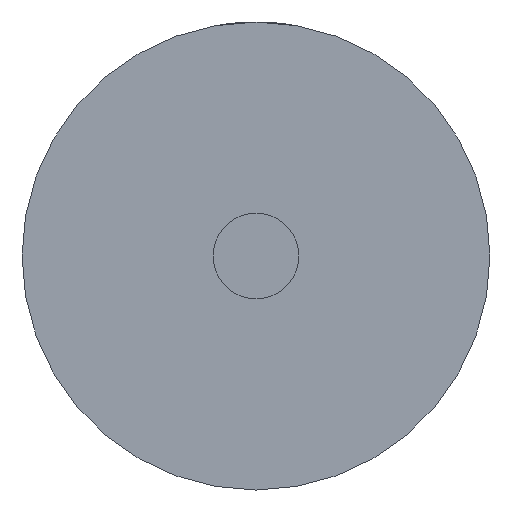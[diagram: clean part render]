
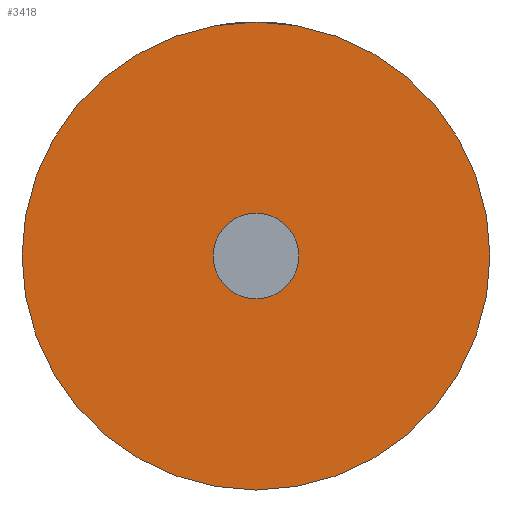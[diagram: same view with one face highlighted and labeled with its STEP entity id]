
A CAD part, left-side view. The second image highlights one B-rep face of the part: STEP entity #3418.
In plain terms, the highlighted planar face has unit normal (-1, 0, 0).
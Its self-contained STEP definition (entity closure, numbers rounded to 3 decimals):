
#197 = CARTESIAN_POINT ( 'NONE',  ( 0., 0., 6. ) ) ;
#426 = CARTESIAN_POINT ( 'NONE',  ( 0., 0., -32.75 ) ) ;
#461 = EDGE_CURVE ( 'NONE', #2906, #3558, #3204, .T. ) ;
#518 = CIRCLE ( 'NONE', #2583, 6. ) ;
#574 = DIRECTION ( 'NONE',  ( 0., 0., -1. ) ) ;
#590 = DIRECTION ( 'NONE',  ( -1., 0., 0. ) ) ;
#599 = EDGE_LOOP ( 'NONE', ( #4081, #2203 ) ) ;
#735 = PLANE ( 'NONE',  #4074 ) ;
#765 = DIRECTION ( 'NONE',  ( 1., 0., 0. ) ) ;
#810 = DIRECTION ( 'NONE',  ( 0., 0., -1. ) ) ;
#881 = EDGE_LOOP ( 'NONE', ( #4610, #1417 ) ) ;
#937 = EDGE_CURVE ( 'NONE', #2058, #4321, #518, .T. ) ;
#1082 = DIRECTION ( 'NONE',  ( 0., 0., -1. ) ) ;
#1140 = DIRECTION ( 'NONE',  ( 0., 0., -1. ) ) ;
#1304 = DIRECTION ( 'NONE',  ( 0., 0., -1. ) ) ;
#1417 = ORIENTED_EDGE ( 'NONE', *, *, #2546, .F. ) ;
#1510 = EDGE_CURVE ( 'NONE', #4321, #2058, #1629, .T. ) ;
#1518 = DIRECTION ( 'NONE',  ( 1., 0., 0. ) ) ;
#1629 = CIRCLE ( 'NONE', #3973, 6. ) ;
#2036 = CARTESIAN_POINT ( 'NONE',  ( 0., 0., 0. ) ) ;
#2058 = VERTEX_POINT ( 'NONE', #197 ) ;
#2203 = ORIENTED_EDGE ( 'NONE', *, *, #937, .F. ) ;
#2319 = DIRECTION ( 'NONE',  ( 1., 0., 0. ) ) ;
#2546 = EDGE_CURVE ( 'NONE', #3558, #2906, #3181, .T. ) ;
#2583 = AXIS2_PLACEMENT_3D ( 'NONE', #2036, #590, #1304 ) ;
#2723 = DIRECTION ( 'NONE',  ( -1., 0., 0. ) ) ;
#2771 = CARTESIAN_POINT ( 'NONE',  ( 0., 0., 0. ) ) ;
#2788 = AXIS2_PLACEMENT_3D ( 'NONE', #2969, #2319, #810 ) ;
#2898 = CARTESIAN_POINT ( 'NONE',  ( 0., 0., -6. ) ) ;
#2906 = VERTEX_POINT ( 'NONE', #4195 ) ;
#2915 = FACE_BOUND ( 'NONE', #599, .T. ) ;
#2916 = CARTESIAN_POINT ( 'NONE',  ( 0., 0., 0. ) ) ;
#2969 = CARTESIAN_POINT ( 'NONE',  ( 0., 0., 0. ) ) ;
#3181 = CIRCLE ( 'NONE', #3219, 32.75 ) ;
#3204 = CIRCLE ( 'NONE', #2788, 32.75 ) ;
#3219 = AXIS2_PLACEMENT_3D ( 'NONE', #4312, #1518, #1140 ) ;
#3418 = ADVANCED_FACE ( 'NONE', ( #4190, #2915 ), #735, .F. ) ;
#3558 = VERTEX_POINT ( 'NONE', #426 ) ;
#3973 = AXIS2_PLACEMENT_3D ( 'NONE', #2771, #2723, #574 ) ;
#4074 = AXIS2_PLACEMENT_3D ( 'NONE', #2916, #765, #1082 ) ;
#4081 = ORIENTED_EDGE ( 'NONE', *, *, #1510, .F. ) ;
#4190 = FACE_OUTER_BOUND ( 'NONE', #881, .T. ) ;
#4195 = CARTESIAN_POINT ( 'NONE',  ( 0., 0., 32.75 ) ) ;
#4312 = CARTESIAN_POINT ( 'NONE',  ( 0., 0., 0. ) ) ;
#4321 = VERTEX_POINT ( 'NONE', #2898 ) ;
#4610 = ORIENTED_EDGE ( 'NONE', *, *, #461, .F. ) ;
